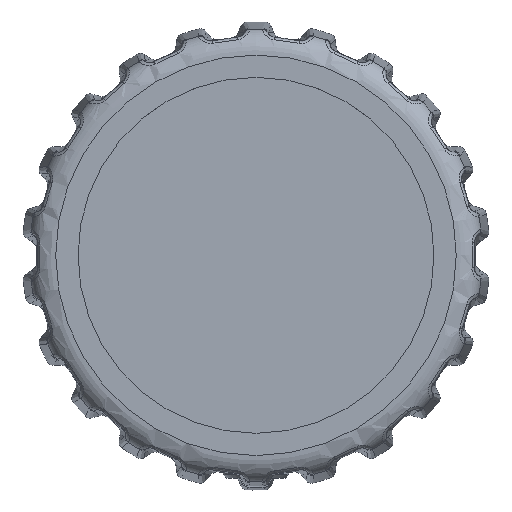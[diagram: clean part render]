
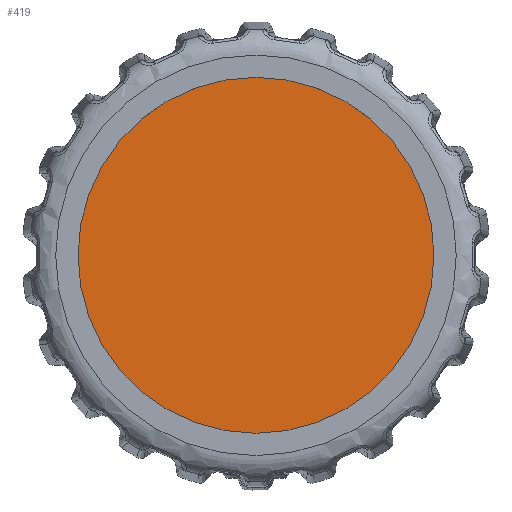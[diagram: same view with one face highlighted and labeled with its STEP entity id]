
A CAD part, top view. The second image highlights one B-rep face of the part: STEP entity #419.
In plain terms, the highlighted planar face has unit normal (0, 0, 1).
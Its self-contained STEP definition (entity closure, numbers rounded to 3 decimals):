
#419 = ADVANCED_FACE( '', ( #1157 ), #1158, .F. );
#1157 = FACE_OUTER_BOUND( '', #2742, .T. );
#1158 = PLANE( '', #2743 );
#2742 = EDGE_LOOP( '', ( #14629 ) );
#2743 = AXIS2_PLACEMENT_3D( '', #14630, #14631, #14632 );
#14629 = ORIENTED_EDGE( '', *, *, #16992, .T. );
#14630 = CARTESIAN_POINT( '', ( 13.5, 0., 44. ) );
#14631 = DIRECTION( '', ( 0., 0., -1. ) );
#14632 = DIRECTION( '', ( -1., 0., 0. ) );
#16992 = EDGE_CURVE( '', #18466, #18466, #18467, .T. );
#18466 = VERTEX_POINT( '', #22956 );
#18467 = CIRCLE( '', #22957, 13.5 );
#22956 = CARTESIAN_POINT( '', ( 13.5, 0., 44. ) );
#22957 = AXIS2_PLACEMENT_3D( '', #31022, #31023, #31024 );
#31022 = CARTESIAN_POINT( '', ( 0., 0., 44. ) );
#31023 = DIRECTION( '', ( 0., 0., 1. ) );
#31024 = DIRECTION( '', ( 1., 0., 0. ) );
